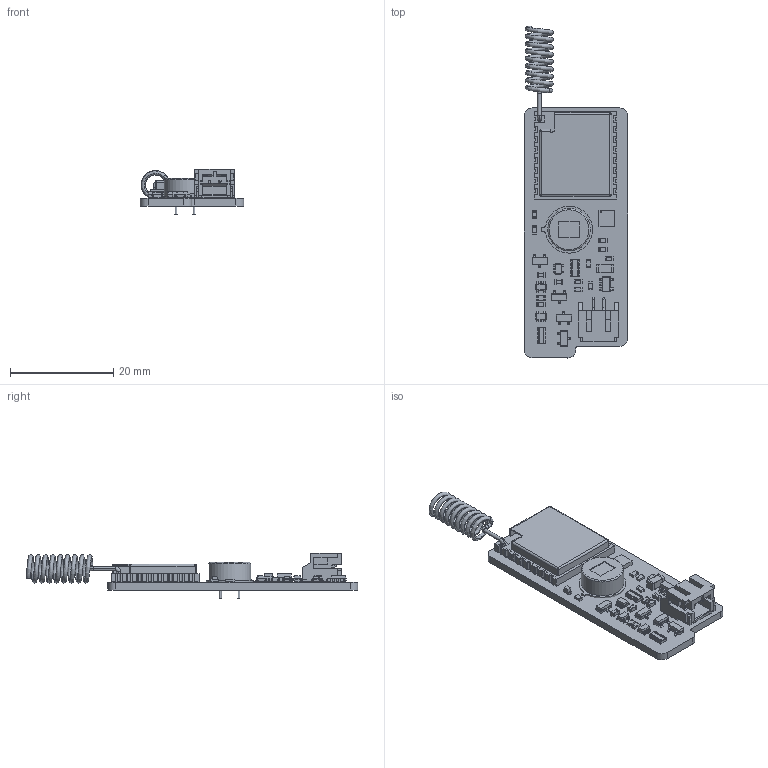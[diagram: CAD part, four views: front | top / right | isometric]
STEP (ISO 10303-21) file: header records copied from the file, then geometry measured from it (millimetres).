
FILE_DESCRIPTION(('KiCad electronic assembly'),'2;1');
FILE_NAME('PirBox_Mini.step','2025-05-01T16:00:58',('Pcbnew'),('Kicad'), 'Open CASCADE STEP processor 7.8','KiCad to STEP converter','Unknown' );
FILE_SCHEMA(('AUTOMOTIVE_DESIGN { 1 0 10303 214 1 1 1 1 }'));
Length unit declared in the file: millimetre
Products named in the file (15): PirBox_Mini 1; C_0603_1608Metric; SOT-23; R_0603_1608Metric; SOT-23-5; LED_0603_1608Metric; AS312 AM312 PIR; SOT-353_SC-70-5; RA-01H--3DModel-STEP-1; SW868-TH13; C_1206_3216Metric; YC164-FR-075K6L; DFN-20-1EP_5x6mm_P0.5mm_EP3.24x4.24mm; S2B-PH-SM4-TB(LF)(SN)--3DModel-STEP-56544; PirBox_Mini_PCB
Assembly tree (30 placements, depth 2):
  PirBox_Mini 1
    C_0603_1608Metric  x6
    SOT-23  x4
    R_0603_1608Metric  x6
    SOT-23-5
    LED_0603_1608Metric
    AS312 AM312 PIR
    SOT-353_SC-70-5  x3
    RA-01H--3DModel-STEP-1
    SW868-TH13
    C_1206_3216Metric
    YC164-FR-075K6L  x2
    DFN-20-1EP_5x6mm_P0.5mm_EP3.24x4.24mm
    S2B-PH-SM4-TB(LF)(SN)--3DModel-STEP-56544
    PirBox_Mini_PCB
Bounding box: 20 x 64.26 x 8.75 mm (x, y, z)
Volume: 2449.8 mm3; surface area: 4969.9 mm2
Topology: 69 solids, 69 shells, 2213 faces, 5695 edges, 3641 vertices
Faces by surface type: plane 1454, cylinder 381, bspline 372, torus 6
Full cylindrical faces by diameter (mm): 0.45 x3, 0.65 x3, 0.7 x3, 0.9 x1, 1 x2, 8.2 x1
Entity records: 47131 total; most frequent: CARTESIAN_POINT 11564, ORIENTED_EDGE 6906, DIRECTION 5595, EDGE_CURVE 3453, LINE 2531, VECTOR 2531, VERTEX_POINT 2231, AXIS2_PLACEMENT_3D 1532
